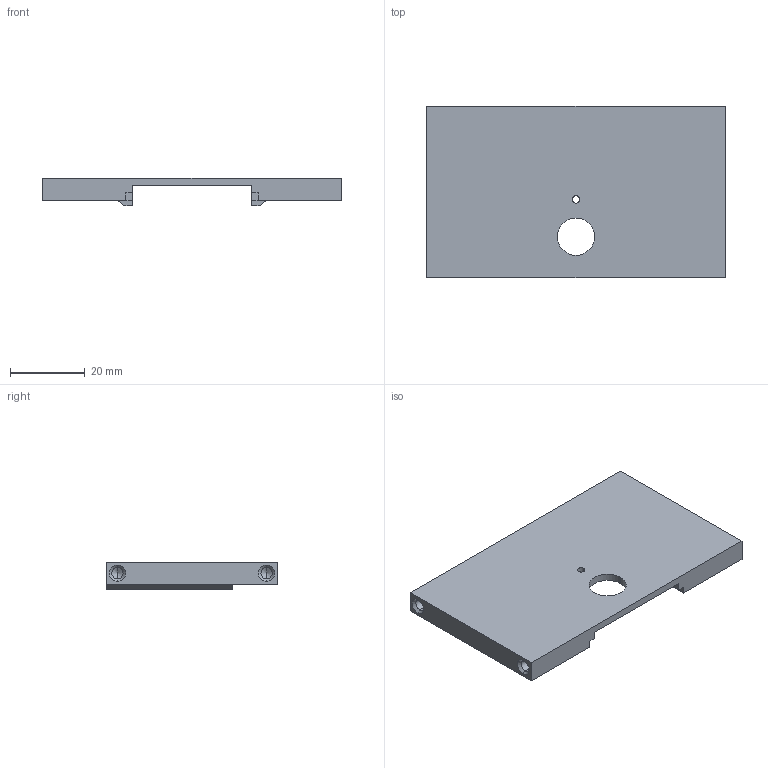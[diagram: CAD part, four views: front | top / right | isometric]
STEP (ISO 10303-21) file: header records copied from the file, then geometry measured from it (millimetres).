
FILE_DESCRIPTION (( 'STEP AP214' ), '1' );
FILE_NAME ('body_structure_top_master_board.STEP', '2020-05-14T06:45:42', ( '' ), ( '' ), 'SwSTEP 2.0', 'SolidWorks 2017', '' );
FILE_SCHEMA (( 'AUTOMOTIVE_DESIGN' ));
Length unit declared in the file: millimetre
Products named in the file (1): body_structure_top_master_board
Bounding box: 80 x 46 x 7.5 mm (x, y, z)
Volume: 10497.1 mm3; surface area: 10605.3 mm2
Topology: 1 solids, 1 shells, 70 faces, 182 edges, 110 vertices
Faces by surface type: plane 34, cylinder 20, cone 16
Entity records: 2104 total; most frequent: DIRECTION 364, CARTESIAN_POINT 355, ORIENTED_EDGE 348, EDGE_CURVE 174, VECTOR 126, LINE 126, AXIS2_PLACEMENT_3D 119, VERTEX_POINT 110
